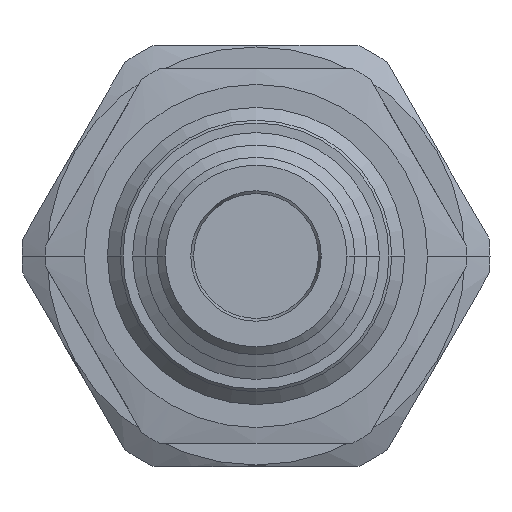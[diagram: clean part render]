
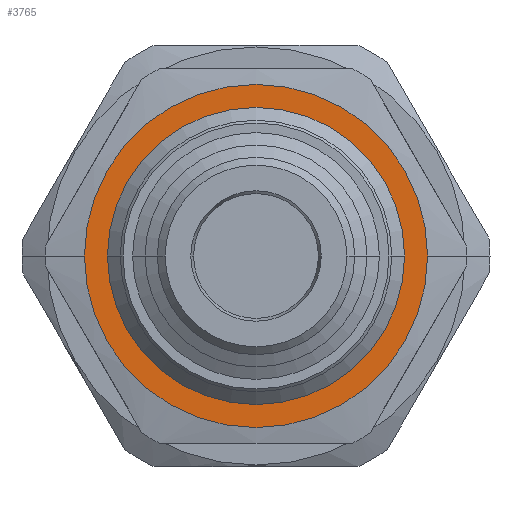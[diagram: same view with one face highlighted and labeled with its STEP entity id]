
A CAD part, left-side view. The second image highlights one B-rep face of the part: STEP entity #3765.
In plain terms, the highlighted planar face has unit normal (-1, 0, 0).
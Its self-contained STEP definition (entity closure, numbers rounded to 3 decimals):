
#900=CARTESIAN_POINT('',(0.,0.,0.));
#901=DIRECTION('',(1.,0.,0.));
#902=DIRECTION('',(0.,1.,0.));
#903=AXIS2_PLACEMENT_3D('',#900,#901,#902);
#924=CARTESIAN_POINT('',(0.,0.,0.));
#925=DIRECTION('',(-1.,0.,0.));
#926=DIRECTION('',(0.,1.,0.));
#927=AXIS2_PLACEMENT_3D('',#924,#925,#926);
#932=CARTESIAN_POINT('',(0.,0.,0.));
#933=DIRECTION('',(1.,0.,0.));
#934=DIRECTION('',(0.,1.,0.));
#935=AXIS2_PLACEMENT_3D('',#932,#933,#934);
#940=CARTESIAN_POINT('',(0.,0.,0.));
#941=DIRECTION('',(-1.,0.,0.));
#942=DIRECTION('',(0.,1.,0.));
#943=AXIS2_PLACEMENT_3D('',#940,#941,#942);
#2636=CARTESIAN_POINT('',(0.,11.,0.));
#2637=VERTEX_POINT('',#2636);
#2720=CARTESIAN_POINT('',(0.,-11.,0.));
#2721=VERTEX_POINT('',#2720);
#2802=CARTESIAN_POINT('',(0.,8.9,0.));
#2803=VERTEX_POINT('',#2802);
#2804=CARTESIAN_POINT('',(0.,-8.9,0.));
#2805=VERTEX_POINT('',#2804);
#3750=CARTESIAN_POINT('',(0.,0.,0.));
#3751=DIRECTION('',(1.,0.,0.));
#3752=DIRECTION('',(0.,-1.,0.));
#3753=AXIS2_PLACEMENT_3D('',#3750,#3751,#3752);
#3754=PLANE('',#3753);
#3756=ORIENTED_EDGE('',*,*,#3755,.T.);
#3758=ORIENTED_EDGE('',*,*,#3757,.F.);
#3759=EDGE_LOOP('',(#3756,#3758));
#3760=FACE_OUTER_BOUND('',#3759,.F.);
#3761=ORIENTED_EDGE('',*,*,#3745,.T.);
#3762=ORIENTED_EDGE('',*,*,#3729,.F.);
#3763=EDGE_LOOP('',(#3761,#3762));
#3764=FACE_BOUND('',#3763,.F.);
#904=CIRCLE('',#903,8.9);
#928=CIRCLE('',#927,8.9);
#936=CIRCLE('',#935,11.);
#944=CIRCLE('',#943,11.);
#3729=EDGE_CURVE('',#2803,#2805,#904,.T.);
#3745=EDGE_CURVE('',#2803,#2805,#928,.T.);
#3755=EDGE_CURVE('',#2637,#2721,#936,.T.);
#3757=EDGE_CURVE('',#2637,#2721,#944,.T.);
#3765=ADVANCED_FACE('',(#3760,#3764),#3754,.F.);
